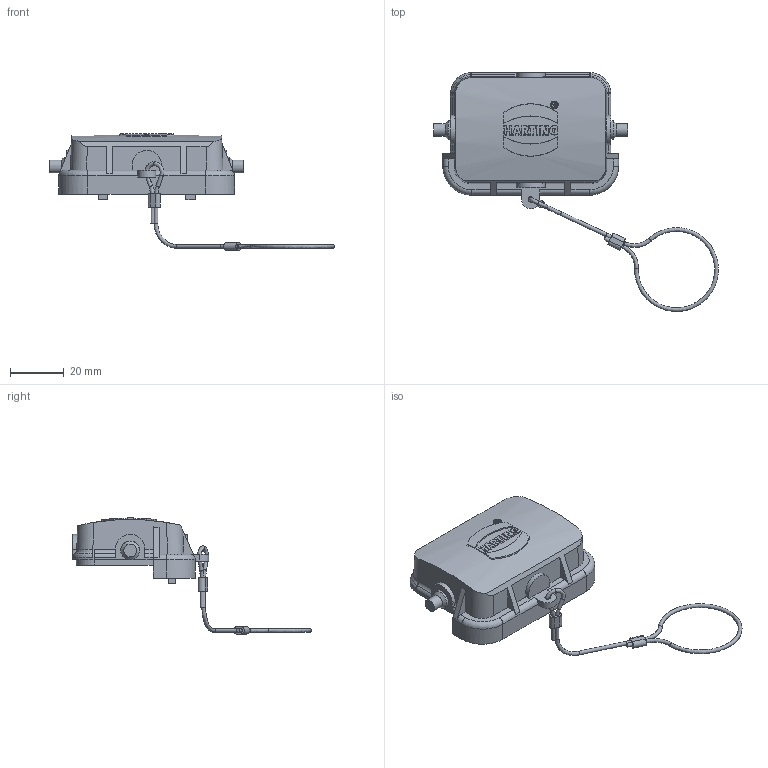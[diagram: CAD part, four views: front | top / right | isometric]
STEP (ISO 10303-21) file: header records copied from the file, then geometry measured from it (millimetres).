
FILE_DESCRIPTION(/* description */ (''),/* implementation_level */ '2;1');
FILE_NAME(/* name */ '100625692ugm000_c.stp',/* time_stamp */ '2019-10-28T13:52:44+01:00',/* author */ (''),/* organization */ (''),/* preprocessor_version */ 'ST-DEVELOPER v16.7',/* originating_system */ 'SIEMENS PLM Software NX 12.0',/* authorisation */ '');
FILE_SCHEMA (('AUTOMOTIVE_DESIGN { 1 0 10303 214 3 1 1 1 }'));
Length unit declared in the file: millimetre
Products named in the file (1): 100625692ugm000_c
Bounding box: 106.46 x 89.27 x 43.39 mm (x, y, z)
Volume: 14253.9 mm3; surface area: 13461.2 mm2
Topology: 1 solids, 1 shells, 281 faces, 741 edges, 482 vertices
Faces by surface type: plane 161, cylinder 67, bspline 37, cone 14, torus 2
Full cylindrical faces by diameter (mm): 2 x1, 4.8 x2, 7 x2
Entity records: 10865 total; most frequent: CARTESIAN_POINT 3223, ORIENTED_EDGE 1412, DIRECTION 1307, EDGE_CURVE 706, VERTEX_POINT 473, AXIS2_PLACEMENT_3D 459, LINE 389, VECTOR 389
